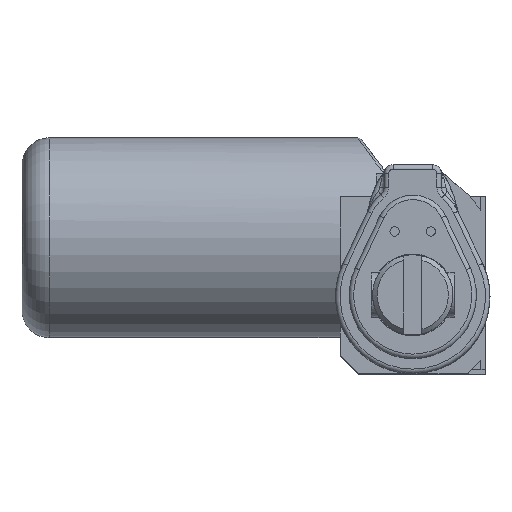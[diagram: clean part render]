
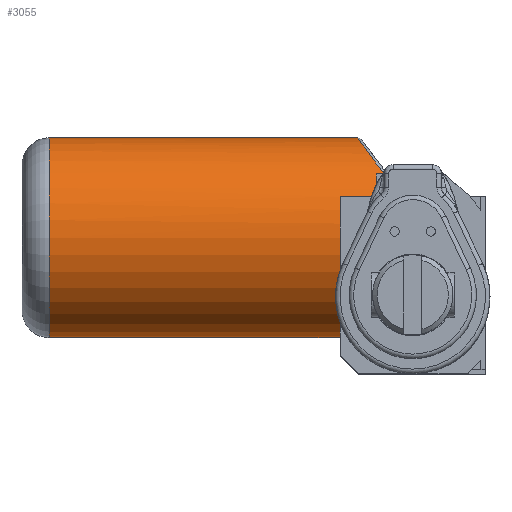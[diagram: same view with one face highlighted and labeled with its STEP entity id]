
A CAD part, top view. The second image highlights one B-rep face of the part: STEP entity #3055.
In plain terms, the highlighted cylindrical face has radius 34.925 mm (diameter 69.85 mm), a full revolution.
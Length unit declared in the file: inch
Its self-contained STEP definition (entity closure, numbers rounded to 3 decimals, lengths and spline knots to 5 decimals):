
#17=ELLIPSE('',#3329,1.69104,1.375);
#20=ELLIPSE('',#3337,2.01764,1.375);
#86=B_SPLINE_CURVE_WITH_KNOTS('',3,(#5732,#5733,#5734,#5735,#5736),
 .UNSPECIFIED.,.F.,.F.,(4,1,4),(0.,0.13616,0.3177),
 .UNSPECIFIED.);
#90=B_SPLINE_CURVE_WITH_KNOTS('',3,(#5881,#5882,#5883,#5884),
 .UNSPECIFIED.,.F.,.F.,(4,4),(2.46011,2.57604),
 .UNSPECIFIED.);
#187=CYLINDRICAL_SURFACE('',#3361,1.375);
#333=LINE('',#5857,#538);
#338=LINE('',#5875,#543);
#339=LINE('',#5878,#544);
#340=LINE('',#5880,#545);
#341=LINE('',#5885,#546);
#342=LINE('',#5886,#547);
#538=VECTOR('',#4031,0.03937);
#543=VECTOR('',#4048,1.375);
#544=VECTOR('',#4051,0.03937);
#545=VECTOR('',#4052,0.03937);
#546=VECTOR('',#4053,0.03937);
#547=VECTOR('',#4054,0.03937);
#743=FACE_OUTER_BOUND('',#947,.T.);
#947=EDGE_LOOP('',(#2477,#2478,#2479,#2480,#2481,#2482,#2483,#2484,#2485,
#2486,#2487,#2488,#2489,#2490,#2491,#2492,#2493));
#1112=CIRCLE('',#3327,1.375);
#1113=CIRCLE('',#3328,1.375);
#1126=CIRCLE('',#3352,1.375);
#1129=CIRCLE('',#3360,1.375);
#1130=CIRCLE('',#3362,1.375);
#1131=CIRCLE('',#3363,1.375);
#1356=VERTEX_POINT('',#5656);
#1357=VERTEX_POINT('',#5658);
#1358=VERTEX_POINT('',#5696);
#1359=VERTEX_POINT('',#5697);
#1362=VERTEX_POINT('',#5731);
#1369=VERTEX_POINT('',#5774);
#1370=VERTEX_POINT('',#5787);
#1380=VERTEX_POINT('',#5816);
#1383=VERTEX_POINT('',#5830);
#1393=VERTEX_POINT('',#5855);
#1395=VERTEX_POINT('',#5863);
#1396=VERTEX_POINT('',#5864);
#1400=VERTEX_POINT('',#5874);
#1401=VERTEX_POINT('',#5876);
#1402=VERTEX_POINT('',#5879);
#1727=EDGE_CURVE('',#1356,#1357,#1112,.T.);
#1728=EDGE_CURVE('',#1357,#1356,#1113,.T.);
#1729=EDGE_CURVE('',#1358,#1359,#17,.T.);
#1734=EDGE_CURVE('',#1362,#1358,#86,.T.);
#1742=EDGE_CURVE('',#1369,#1370,#20,.T.);
#1759=EDGE_CURVE('',#1383,#1380,#1126,.T.);
#1771=EDGE_CURVE('',#1383,#1393,#333,.T.);
#1774=EDGE_CURVE('',#1395,#1396,#1129,.T.);
#1779=EDGE_CURVE('',#1357,#1400,#338,.T.);
#1780=EDGE_CURVE('',#1401,#1400,#1130,.T.);
#1781=EDGE_CURVE('',#1396,#1401,#339,.T.);
#1782=EDGE_CURVE('',#1402,#1395,#340,.T.);
#1783=EDGE_CURVE('',#1359,#1402,#90,.T.);
#1784=EDGE_CURVE('',#1370,#1362,#341,.T.);
#1785=EDGE_CURVE('',#1380,#1369,#342,.T.);
#1786=EDGE_CURVE('',#1400,#1393,#1131,.T.);
#2477=ORIENTED_EDGE('',*,*,#1728,.F.);
#2478=ORIENTED_EDGE('',*,*,#1779,.T.);
#2479=ORIENTED_EDGE('',*,*,#1780,.F.);
#2480=ORIENTED_EDGE('',*,*,#1781,.F.);
#2481=ORIENTED_EDGE('',*,*,#1774,.F.);
#2482=ORIENTED_EDGE('',*,*,#1782,.F.);
#2483=ORIENTED_EDGE('',*,*,#1783,.F.);
#2484=ORIENTED_EDGE('',*,*,#1729,.F.);
#2485=ORIENTED_EDGE('',*,*,#1734,.F.);
#2486=ORIENTED_EDGE('',*,*,#1784,.F.);
#2487=ORIENTED_EDGE('',*,*,#1742,.F.);
#2488=ORIENTED_EDGE('',*,*,#1785,.F.);
#2489=ORIENTED_EDGE('',*,*,#1759,.F.);
#2490=ORIENTED_EDGE('',*,*,#1771,.T.);
#2491=ORIENTED_EDGE('',*,*,#1786,.F.);
#2492=ORIENTED_EDGE('',*,*,#1779,.F.);
#2493=ORIENTED_EDGE('',*,*,#1727,.F.);
#3055=ADVANCED_FACE('',(#743),#187,.T.);
#3327=AXIS2_PLACEMENT_3D('',#5659,#3952,#3953);
#3328=AXIS2_PLACEMENT_3D('',#5660,#3954,#3955);
#3329=AXIS2_PLACEMENT_3D('',#5698,#3956,#3957);
#3337=AXIS2_PLACEMENT_3D('',#5788,#3976,#3977);
#3352=AXIS2_PLACEMENT_3D('',#5832,#4012,#4013);
#3360=AXIS2_PLACEMENT_3D('',#5865,#4040,#4041);
#3361=AXIS2_PLACEMENT_3D('',#5873,#4046,#4047);
#3362=AXIS2_PLACEMENT_3D('',#5877,#4049,#4050);
#3363=AXIS2_PLACEMENT_3D('',#5887,#4055,#4056);
#3952=DIRECTION('center_axis',(-1.,0.,0.));
#3953=DIRECTION('ref_axis',(0.,0.,-1.));
#3954=DIRECTION('center_axis',(-1.,0.,0.));
#3955=DIRECTION('ref_axis',(0.,0.,-1.));
#3956=DIRECTION('center_axis',(0.813,0.582,0.));
#3957=DIRECTION('ref_axis',(-0.582,0.813,0.));
#3976=DIRECTION('center_axis',(0.681,0.732,0.));
#3977=DIRECTION('ref_axis',(-0.732,0.681,0.));
#4012=DIRECTION('center_axis',(1.,0.,0.));
#4013=DIRECTION('ref_axis',(0.,0.209,-0.978));
#4031=DIRECTION('',(-1.,0.,0.));
#4040=DIRECTION('center_axis',(1.,0.,0.));
#4041=DIRECTION('ref_axis',(0.,0.409,-0.912));
#4046=DIRECTION('center_axis',(-1.,0.,0.));
#4047=DIRECTION('ref_axis',(0.,0.,-1.));
#4048=DIRECTION('',(1.,0.,0.));
#4049=DIRECTION('center_axis',(1.,0.,0.));
#4050=DIRECTION('ref_axis',(0.,0.,-1.));
#4051=DIRECTION('',(-1.,0.,0.));
#4052=DIRECTION('',(-1.,0.,0.));
#4053=DIRECTION('',(-1.,0.,0.));
#4054=DIRECTION('',(-1.,0.,0.));
#4055=DIRECTION('center_axis',(1.,0.,0.));
#4056=DIRECTION('ref_axis',(0.,0.,-1.));
#5656=CARTESIAN_POINT('',(1.3532,0.14634,-6.02744));
#5658=CARTESIAN_POINT('',(1.3532,0.14634,-3.27744));
#5659=CARTESIAN_POINT('Origin',(1.3532,0.14634,-4.65244));
#5660=CARTESIAN_POINT('Origin',(1.3532,0.14634,-4.65244));
#5696=CARTESIAN_POINT('',(5.93445,1.04992,-5.68886));
#5697=CARTESIAN_POINT('',(5.93445,1.04992,-3.61601));
#5698=CARTESIAN_POINT('Origin',(6.58133,0.14634,-4.65244));
#5731=CARTESIAN_POINT('',(6.03445,0.99754,-5.7323));
#5732=CARTESIAN_POINT('Ctrl Pts',(6.03445,0.99754,-5.7323));
#5733=CARTESIAN_POINT('Ctrl Pts',(6.01658,0.99754,-5.7323));
#5734=CARTESIAN_POINT('Ctrl Pts',(5.97511,1.00747,-5.72457));
#5735=CARTESIAN_POINT('Ctrl Pts',(5.94618,1.03354,-5.70314));
#5736=CARTESIAN_POINT('Ctrl Pts',(5.93445,1.04992,-5.68886));
#5774=CARTESIAN_POINT('',(7.07695,0.70884,-5.90711));
#5787=CARTESIAN_POINT('',(6.76694,0.99754,-5.7323));
#5788=CARTESIAN_POINT('Origin',(7.681,0.14634,-4.65244));
#5816=CARTESIAN_POINT('',(7.2282,0.70884,-5.90711));
#5830=CARTESIAN_POINT('',(7.2282,0.14634,-6.02744));
#5832=CARTESIAN_POINT('Origin',(7.2282,0.14634,-4.65244));
#5855=CARTESIAN_POINT('',(5.3532,0.14634,-6.02744));
#5857=CARTESIAN_POINT('',(5.1657,0.14634,-6.02744));
#5863=CARTESIAN_POINT('',(5.8532,1.02134,-3.59178));
#5864=CARTESIAN_POINT('',(5.8532,0.70884,-3.39776));
#5865=CARTESIAN_POINT('Origin',(5.8532,0.14634,-4.65244));
#5873=CARTESIAN_POINT('Origin',(5.3532,0.14634,-4.65244));
#5874=CARTESIAN_POINT('',(5.3532,0.14634,-3.27744));
#5875=CARTESIAN_POINT('',(5.3532,0.14634,-3.27744));
#5876=CARTESIAN_POINT('',(5.3532,0.70884,-3.39776));
#5877=CARTESIAN_POINT('Origin',(5.3532,0.14634,-4.65244));
#5878=CARTESIAN_POINT('',(5.3532,0.70884,-3.39776));
#5879=CARTESIAN_POINT('',(5.96253,1.02134,-3.59178));
#5880=CARTESIAN_POINT('',(5.3532,1.02134,-3.59178));
#5881=CARTESIAN_POINT('Ctrl Pts',(5.93445,1.04992,-3.61601));
#5882=CARTESIAN_POINT('Ctrl Pts',(5.94194,1.03946,-3.60689));
#5883=CARTESIAN_POINT('Ctrl Pts',(5.95128,1.02959,-3.59859));
#5884=CARTESIAN_POINT('Ctrl Pts',(5.96253,1.02134,-3.59178));
#5885=CARTESIAN_POINT('',(5.3532,0.99754,-5.7323));
#5886=CARTESIAN_POINT('',(5.3532,0.70884,-5.90711));
#5887=CARTESIAN_POINT('Origin',(5.3532,0.14634,-4.65244));
